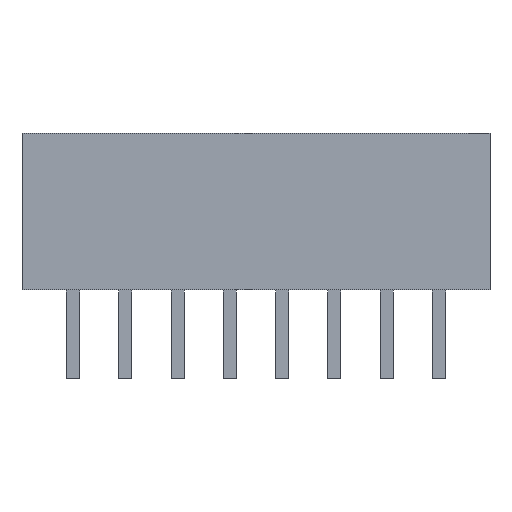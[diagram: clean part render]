
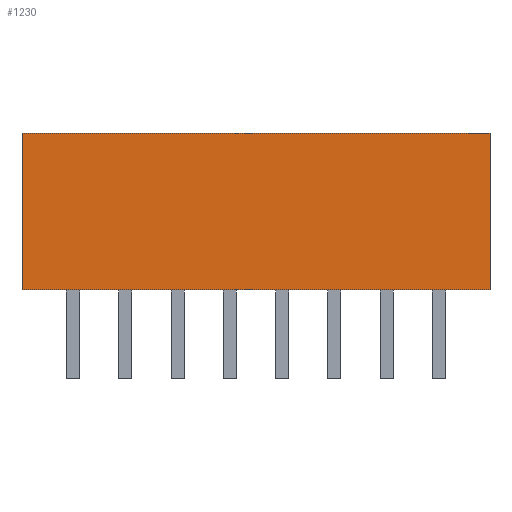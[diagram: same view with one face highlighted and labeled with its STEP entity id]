
A CAD part, front view. The second image highlights one B-rep face of the part: STEP entity #1230.
In plain terms, the highlighted face is planar.
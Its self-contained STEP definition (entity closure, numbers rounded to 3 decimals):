
#401 = VERTEX_POINT('',#402);
#402 = CARTESIAN_POINT('',(26.85,0.,0.));
#419 = VERTEX_POINT('',#420);
#420 = CARTESIAN_POINT('',(8.95,0.,0.));
#426 = EDGE_CURVE('',#419,#401,#427,.T.);
#427 = LINE('',#428,#429);
#428 = CARTESIAN_POINT('',(8.95,0.,0.));
#429 = VECTOR('',#430,1.);
#430 = DIRECTION('',(1.,0.,0.));
#841 = EDGE_CURVE('',#842,#419,#844,.T.);
#842 = VERTEX_POINT('',#843);
#843 = CARTESIAN_POINT('',(8.95,6.,0.));
#844 = LINE('',#845,#846);
#845 = CARTESIAN_POINT('',(8.95,0.,0.));
#846 = VECTOR('',#847,1.);
#847 = DIRECTION('',(0.,-1.,0.));
#1079 = EDGE_CURVE('',#1080,#401,#1082,.T.);
#1080 = VERTEX_POINT('',#1081);
#1081 = CARTESIAN_POINT('',(26.85,6.,0.));
#1082 = LINE('',#1083,#1084);
#1083 = CARTESIAN_POINT('',(26.85,0.,0.));
#1084 = VECTOR('',#1085,1.);
#1085 = DIRECTION('',(0.,-1.,0.));
#1230 = ADVANCED_FACE('',(#1231),#1242,.F.);
#1231 = FACE_BOUND('',#1232,.T.);
#1232 = EDGE_LOOP('',(#1233,#1234,#1235,#1236));
#1233 = ORIENTED_EDGE('',*,*,#1079,.T.);
#1234 = ORIENTED_EDGE('',*,*,#426,.F.);
#1235 = ORIENTED_EDGE('',*,*,#841,.F.);
#1236 = ORIENTED_EDGE('',*,*,#1237,.T.);
#1237 = EDGE_CURVE('',#842,#1080,#1238,.T.);
#1238 = LINE('',#1239,#1240);
#1239 = CARTESIAN_POINT('',(8.95,6.,0.));
#1240 = VECTOR('',#1241,1.);
#1241 = DIRECTION('',(1.,0.,0.));
#1242 = PLANE('',#1243);
#1243 = AXIS2_PLACEMENT_3D('',#1244,#1245,#1246);
#1244 = CARTESIAN_POINT('',(8.95,0.,0.));
#1245 = DIRECTION('',(0.,0.,1.));
#1246 = DIRECTION('',(1.,0.,0.));
